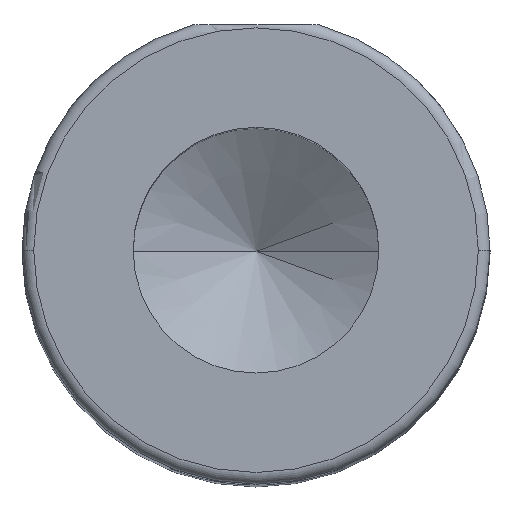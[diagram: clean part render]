
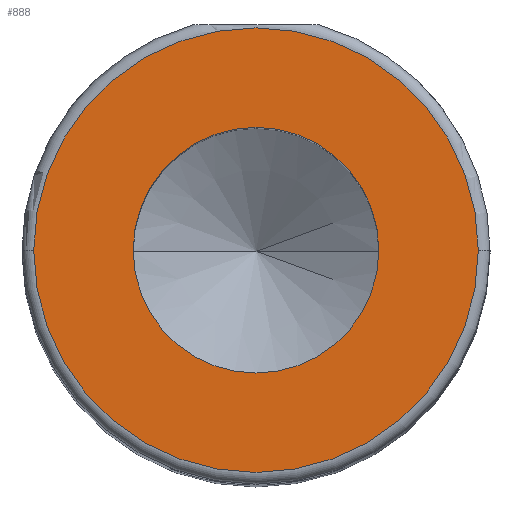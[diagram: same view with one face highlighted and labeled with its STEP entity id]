
A CAD part, top view. The second image highlights one B-rep face of the part: STEP entity #888.
In plain terms, the highlighted planar face has unit normal (0, 0, 1).
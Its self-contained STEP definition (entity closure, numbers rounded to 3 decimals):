
#34 = EDGE_LOOP ( 'NONE', ( #1039, #1256 ) ) ;
#42 = EDGE_CURVE ( 'NONE', #99, #240, #1257, .T. ) ;
#64 = CARTESIAN_POINT ( 'NONE',  ( 3.8, 0., 15. ) ) ;
#99 = VERTEX_POINT ( 'NONE', #943 ) ;
#100 = AXIS2_PLACEMENT_3D ( 'NONE', #1170, #564, #1259 ) ;
#137 = CARTESIAN_POINT ( 'NONE',  ( 0., 0., 15. ) ) ;
#159 = EDGE_CURVE ( 'NONE', #797, #822, #674, .T. ) ;
#179 = ORIENTED_EDGE ( 'NONE', *, *, #42, .F. ) ;
#219 = CARTESIAN_POINT ( 'NONE',  ( 0., 0., 15. ) ) ;
#233 = DIRECTION ( 'NONE',  ( 1., 0., 0. ) ) ;
#240 = VERTEX_POINT ( 'NONE', #1031 ) ;
#318 = DIRECTION ( 'NONE',  ( 1., 0., 0. ) ) ;
#353 = DIRECTION ( 'NONE',  ( 0., 0., 1. ) ) ;
#375 = FACE_OUTER_BOUND ( 'NONE', #34, .T. ) ;
#451 = CARTESIAN_POINT ( 'NONE',  ( 0., 0., 15. ) ) ;
#558 = DIRECTION ( 'NONE',  ( 1., 0., 0. ) ) ;
#564 = DIRECTION ( 'NONE',  ( 0., 0., 1. ) ) ;
#577 = AXIS2_PLACEMENT_3D ( 'NONE', #137, #855, #233 ) ;
#638 = ORIENTED_EDGE ( 'NONE', *, *, #726, .F. ) ;
#674 = CIRCLE ( 'NONE', #577, 3.8 ) ;
#726 = EDGE_CURVE ( 'NONE', #240, #99, #816, .T. ) ;
#736 = AXIS2_PLACEMENT_3D ( 'NONE', #219, #937, #318 ) ;
#757 = EDGE_CURVE ( 'NONE', #822, #797, #791, .T. ) ;
#791 = CIRCLE ( 'NONE', #100, 3.8 ) ;
#797 = VERTEX_POINT ( 'NONE', #64 ) ;
#816 = CIRCLE ( 'NONE', #1201, 2.1 ) ;
#822 = VERTEX_POINT ( 'NONE', #985 ) ;
#855 = DIRECTION ( 'NONE',  ( 0., 0., 1. ) ) ;
#888 = ADVANCED_FACE ( 'NONE', ( #923, #375 ), #1159, .T. ) ;
#920 = AXIS2_PLACEMENT_3D ( 'NONE', #971, #353, #1075 ) ;
#923 = FACE_BOUND ( 'NONE', #998, .T. ) ;
#937 = DIRECTION ( 'NONE',  ( 0., 0., 1. ) ) ;
#943 = CARTESIAN_POINT ( 'NONE',  ( -2.1, 0., 15. ) ) ;
#971 = CARTESIAN_POINT ( 'NONE',  ( 0., 0., 15. ) ) ;
#985 = CARTESIAN_POINT ( 'NONE',  ( -3.8, 0., 15. ) ) ;
#998 = EDGE_LOOP ( 'NONE', ( #638, #179 ) ) ;
#1031 = CARTESIAN_POINT ( 'NONE',  ( 2.1, 0., 15. ) ) ;
#1039 = ORIENTED_EDGE ( 'NONE', *, *, #159, .T. ) ;
#1075 = DIRECTION ( 'NONE',  ( 1., 0., 0. ) ) ;
#1159 = PLANE ( 'NONE',  #920 ) ;
#1165 = DIRECTION ( 'NONE',  ( 0., 0., 1. ) ) ;
#1170 = CARTESIAN_POINT ( 'NONE',  ( 0., 0., 15. ) ) ;
#1201 = AXIS2_PLACEMENT_3D ( 'NONE', #451, #1165, #558 ) ;
#1256 = ORIENTED_EDGE ( 'NONE', *, *, #757, .T. ) ;
#1257 = CIRCLE ( 'NONE', #736, 2.1 ) ;
#1259 = DIRECTION ( 'NONE',  ( 1., 0., 0. ) ) ;
